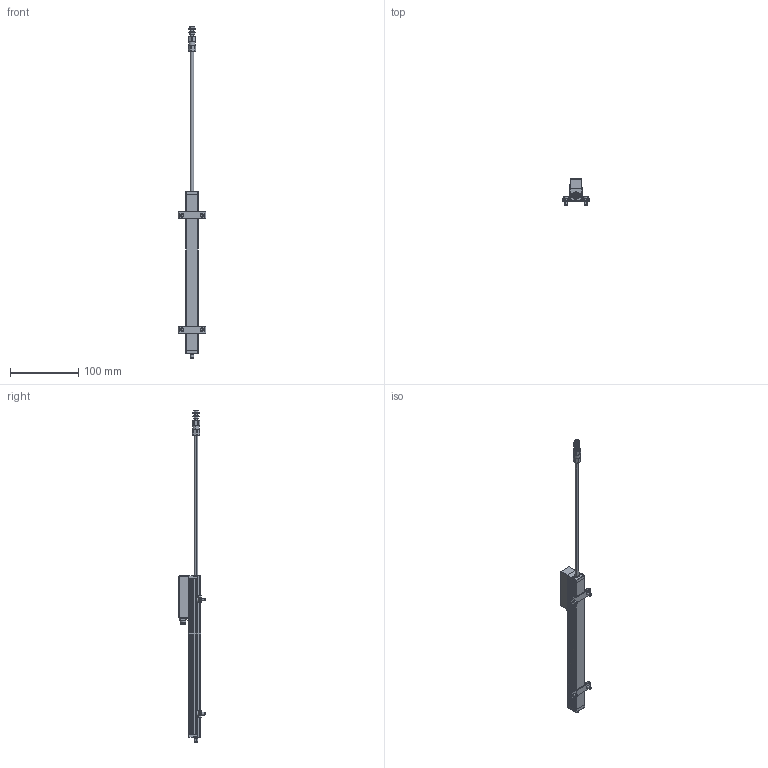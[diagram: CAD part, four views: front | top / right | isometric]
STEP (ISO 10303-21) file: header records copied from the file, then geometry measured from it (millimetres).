
FILE_DESCRIPTION (( 'STEP AP214' ), '1' );
FILE_NAME ('LS1-0150-001-plug-extend.step', '2012-06-14T06:47:45', ( 'dummy' ), ( '' ), 'SwSTEP 2.0', 'SolidWorks 2011', '' );
FILE_SCHEMA (( 'AUTOMOTIVE_DESIGN' ));
Length unit declared in the file: millimetre
Products named in the file (1): LS1-0150-001-plug-extend
Bounding box: 40.19 x 38.78 x 488 mm (x, y, z)
Surface area: 36501.9 mm2 (no closed solid volume)
Topology: 0 solids, 75 shells, 522 faces, 2323 edges, 1839 vertices
Faces by surface type: plane 254, cylinder 160, cone 88, torus 16, bspline 4
Entity records: 34190 total; most frequent: CARTESIAN_POINT 10448, DIRECTION 3618, ORIENTED_EDGE 3154, EDGE_CURVE 2323, VERTEX_POINT 1839, AXIS2_PLACEMENT_3D 1215, VECTOR 1188, LINE 1188
